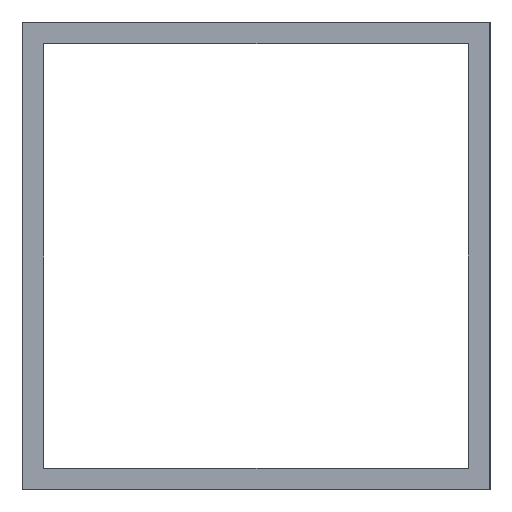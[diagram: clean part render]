
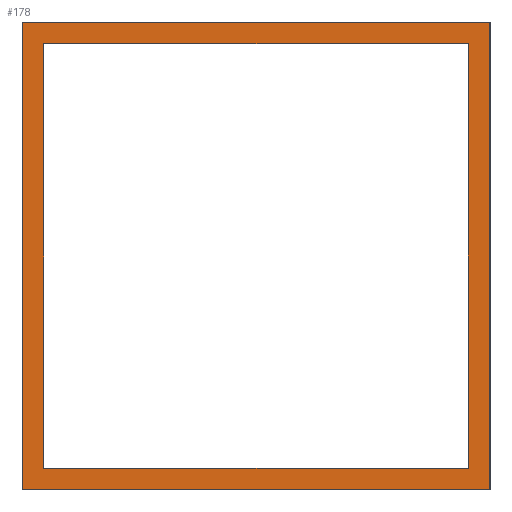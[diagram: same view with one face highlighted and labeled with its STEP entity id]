
A CAD part, left-side view. The second image highlights one B-rep face of the part: STEP entity #178.
In plain terms, the highlighted planar face has unit normal (-1, 0, 0).
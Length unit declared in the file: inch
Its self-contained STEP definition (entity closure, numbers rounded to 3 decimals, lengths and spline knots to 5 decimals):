
#6 = EDGE_LOOP ( 'NONE', ( #120, #254, #224, #327 ) ) ;
#23 = FACE_OUTER_BOUND ( 'NONE', #43, .T. ) ;
#27 = VERTEX_POINT ( 'NONE', #257 ) ;
#31 = LINE ( 'NONE', #85, #180 ) ;
#33 = VECTOR ( 'NONE', #245, 39.37008 ) ;
#43 = EDGE_LOOP ( 'NONE', ( #208, #95, #248, #171 ) ) ;
#47 = EDGE_CURVE ( 'NONE', #199, #193, #121, .T. ) ;
#49 = PLANE ( 'NONE',  #140 ) ;
#67 = VECTOR ( 'NONE', #230, 39.37008 ) ;
#68 = CARTESIAN_POINT ( 'NONE',  ( -23.5, 1., 1. ) ) ;
#70 = EDGE_CURVE ( 'NONE', #93, #27, #123, .T. ) ;
#83 = VECTOR ( 'NONE', #304, 39.37008 ) ;
#85 = CARTESIAN_POINT ( 'NONE',  ( -23.5, -1., 1. ) ) ;
#87 = LINE ( 'NONE', #194, #296 ) ;
#93 = VERTEX_POINT ( 'NONE', #235 ) ;
#95 = ORIENTED_EDGE ( 'NONE', *, *, #312, .F. ) ;
#97 = DIRECTION ( 'NONE',  ( 0., 0., -1. ) ) ;
#120 = ORIENTED_EDGE ( 'NONE', *, *, #183, .T. ) ;
#121 = LINE ( 'NONE', #68, #67 ) ;
#123 = LINE ( 'NONE', #201, #147 ) ;
#130 = DIRECTION ( 'NONE',  ( 1., 0., 0. ) ) ;
#137 = LINE ( 'NONE', #294, #83 ) ;
#140 = AXIS2_PLACEMENT_3D ( 'NONE', #159, #130, #242 ) ;
#146 = VERTEX_POINT ( 'NONE', #239 ) ;
#147 = VECTOR ( 'NONE', #97, 39.37008 ) ;
#159 = CARTESIAN_POINT ( 'NONE',  ( -23.5, 0., 0. ) ) ;
#163 = VERTEX_POINT ( 'NONE', #316 ) ;
#164 = CARTESIAN_POINT ( 'NONE',  ( -23.5, -1., -1. ) ) ;
#168 = CARTESIAN_POINT ( 'NONE',  ( -23.5, 1., 1. ) ) ;
#171 = ORIENTED_EDGE ( 'NONE', *, *, #47, .F. ) ;
#178 = ADVANCED_FACE ( 'NONE', ( #23, #292 ), #49, .F. ) ;
#180 = VECTOR ( 'NONE', #191, 39.37008 ) ;
#183 = EDGE_CURVE ( 'NONE', #27, #146, #215, .T. ) ;
#189 = CARTESIAN_POINT ( 'NONE',  ( -23.5, 1., -1. ) ) ;
#190 = VERTEX_POINT ( 'NONE', #319 ) ;
#191 = DIRECTION ( 'NONE',  ( 0., 0., -1. ) ) ;
#192 = CARTESIAN_POINT ( 'NONE',  ( -23.5, -1., -1. ) ) ;
#193 = VERTEX_POINT ( 'NONE', #168 ) ;
#194 = CARTESIAN_POINT ( 'NONE',  ( -23.5, -1., 1. ) ) ;
#197 = LINE ( 'NONE', #298, #303 ) ;
#199 = VERTEX_POINT ( 'NONE', #189 ) ;
#201 = CARTESIAN_POINT ( 'NONE',  ( -23.5, -0.90625, 0. ) ) ;
#203 = EDGE_CURVE ( 'NONE', #190, #93, #197, .T. ) ;
#208 = ORIENTED_EDGE ( 'NONE', *, *, #321, .F. ) ;
#215 = LINE ( 'NONE', #249, #33 ) ;
#224 = ORIENTED_EDGE ( 'NONE', *, *, #203, .T. ) ;
#225 = LINE ( 'NONE', #192, #277 ) ;
#230 = DIRECTION ( 'NONE',  ( 0., 0., 1. ) ) ;
#235 = CARTESIAN_POINT ( 'NONE',  ( -23.5, -0.90625, 0.90625 ) ) ;
#239 = CARTESIAN_POINT ( 'NONE',  ( -23.5, 0.90625, -0.90625 ) ) ;
#242 = DIRECTION ( 'NONE',  ( 0., 0., -1. ) ) ;
#245 = DIRECTION ( 'NONE',  ( 0., 1., 0. ) ) ;
#248 = ORIENTED_EDGE ( 'NONE', *, *, #334, .F. ) ;
#249 = CARTESIAN_POINT ( 'NONE',  ( -23.5, 0., -0.90625 ) ) ;
#252 = EDGE_CURVE ( 'NONE', #146, #190, #137, .T. ) ;
#254 = ORIENTED_EDGE ( 'NONE', *, *, #252, .T. ) ;
#257 = CARTESIAN_POINT ( 'NONE',  ( -23.5, -0.90625, -0.90625 ) ) ;
#260 = VERTEX_POINT ( 'NONE', #164 ) ;
#270 = DIRECTION ( 'NONE',  ( 0., -1., 0. ) ) ;
#276 = DIRECTION ( 'NONE',  ( 0., 1., 0. ) ) ;
#277 = VECTOR ( 'NONE', #276, 39.37008 ) ;
#292 = FACE_BOUND ( 'NONE', #6, .T. ) ;
#294 = CARTESIAN_POINT ( 'NONE',  ( -23.5, 0.90625, 0. ) ) ;
#296 = VECTOR ( 'NONE', #301, 39.37008 ) ;
#298 = CARTESIAN_POINT ( 'NONE',  ( -23.5, 0., 0.90625 ) ) ;
#301 = DIRECTION ( 'NONE',  ( 0., -1., 0. ) ) ;
#303 = VECTOR ( 'NONE', #270, 39.37008 ) ;
#304 = DIRECTION ( 'NONE',  ( 0., 0., 1. ) ) ;
#312 = EDGE_CURVE ( 'NONE', #163, #260, #31, .T. ) ;
#316 = CARTESIAN_POINT ( 'NONE',  ( -23.5, -1., 1. ) ) ;
#319 = CARTESIAN_POINT ( 'NONE',  ( -23.5, 0.90625, 0.90625 ) ) ;
#321 = EDGE_CURVE ( 'NONE', #260, #199, #225, .T. ) ;
#327 = ORIENTED_EDGE ( 'NONE', *, *, #70, .T. ) ;
#334 = EDGE_CURVE ( 'NONE', #193, #163, #87, .T. ) ;
